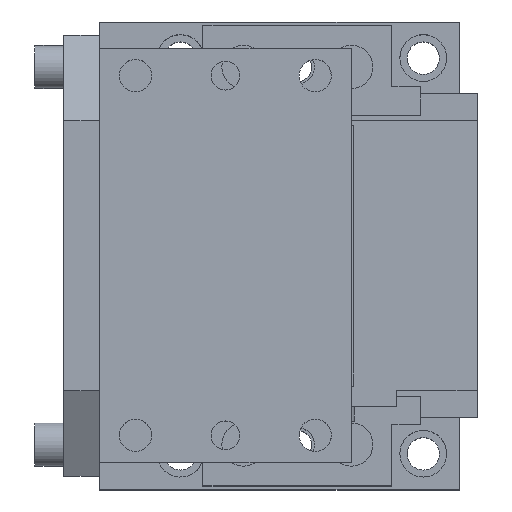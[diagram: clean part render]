
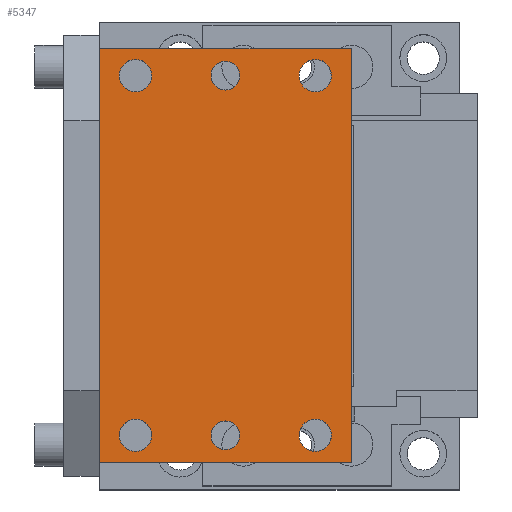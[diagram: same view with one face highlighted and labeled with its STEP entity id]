
A CAD part, top view. The second image highlights one B-rep face of the part: STEP entity #5347.
In plain terms, the highlighted planar face has unit normal (0, 0, 1).
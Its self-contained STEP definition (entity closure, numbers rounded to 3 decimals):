
#4826=CARTESIAN_POINT('Vertex',(0.,-115.,220.)) ;
#4829=CARTESIAN_POINT('Line Origine',(0.,0.,220.)) ;
#4833=CARTESIAN_POINT('Vertex',(0.,115.,220.)) ;
#4948=CARTESIAN_POINT('Vertex',(140.,115.,220.)) ;
#4951=CARTESIAN_POINT('Line Origine',(140.,0.,220.)) ;
#4955=CARTESIAN_POINT('Vertex',(140.,-115.,220.)) ;
#5211=CARTESIAN_POINT('Line Origine',(70.,115.,220.)) ;
#5223=CARTESIAN_POINT('Axis2P3D Location',(0.,115.,220.)) ;
#5228=CARTESIAN_POINT('Line Origine',(70.,-115.,220.)) ;
#5239=CARTESIAN_POINT('Axis2P3D Location',(70.,100.,220.)) ;
#5243=CARTESIAN_POINT('Vertex',(78.,100.,220.)) ;
#5245=CARTESIAN_POINT('Vertex',(62.,100.,220.)) ;
#5248=CARTESIAN_POINT('Axis2P3D Location',(70.,100.,220.)) ;
#5257=CARTESIAN_POINT('Axis2P3D Location',(120.,-100.,220.)) ;
#5261=CARTESIAN_POINT('Vertex',(129.,-100.,220.)) ;
#5263=CARTESIAN_POINT('Vertex',(111.,-100.,220.)) ;
#5266=CARTESIAN_POINT('Axis2P3D Location',(120.,-100.,220.)) ;
#5275=CARTESIAN_POINT('Axis2P3D Location',(20.,100.,220.)) ;
#5279=CARTESIAN_POINT('Vertex',(29.,100.,220.)) ;
#5281=CARTESIAN_POINT('Vertex',(11.,100.,220.)) ;
#5284=CARTESIAN_POINT('Axis2P3D Location',(20.,100.,220.)) ;
#5293=CARTESIAN_POINT('Axis2P3D Location',(70.,-100.,220.)) ;
#5297=CARTESIAN_POINT('Vertex',(78.,-100.,220.)) ;
#5299=CARTESIAN_POINT('Vertex',(62.,-100.,220.)) ;
#5302=CARTESIAN_POINT('Axis2P3D Location',(70.,-100.,220.)) ;
#5311=CARTESIAN_POINT('Axis2P3D Location',(120.,100.,220.)) ;
#5315=CARTESIAN_POINT('Vertex',(129.,100.,220.)) ;
#5317=CARTESIAN_POINT('Vertex',(111.,100.,220.)) ;
#5320=CARTESIAN_POINT('Axis2P3D Location',(120.,100.,220.)) ;
#5329=CARTESIAN_POINT('Axis2P3D Location',(20.,-100.,220.)) ;
#5333=CARTESIAN_POINT('Vertex',(29.,-100.,220.)) ;
#5335=CARTESIAN_POINT('Vertex',(11.,-100.,220.)) ;
#5338=CARTESIAN_POINT('Axis2P3D Location',(20.,-100.,220.)) ;
#4830=DIRECTION('Vector Direction',(0.,-1.,0.)) ;
#4952=DIRECTION('Vector Direction',(0.,-1.,0.)) ;
#5212=DIRECTION('Vector Direction',(1.,0.,0.)) ;
#5224=DIRECTION('Axis2P3D Direction',(-0.,0.,1.)) ;
#5225=DIRECTION('Axis2P3D XDirection',(0.,-1.,0.)) ;
#5229=DIRECTION('Vector Direction',(1.,0.,0.)) ;
#5240=DIRECTION('Axis2P3D Direction',(-0.,0.,1.)) ;
#5249=DIRECTION('Axis2P3D Direction',(-0.,0.,1.)) ;
#5258=DIRECTION('Axis2P3D Direction',(-0.,0.,1.)) ;
#5267=DIRECTION('Axis2P3D Direction',(-0.,0.,1.)) ;
#5276=DIRECTION('Axis2P3D Direction',(-0.,0.,1.)) ;
#5285=DIRECTION('Axis2P3D Direction',(-0.,0.,1.)) ;
#5294=DIRECTION('Axis2P3D Direction',(-0.,0.,1.)) ;
#5303=DIRECTION('Axis2P3D Direction',(-0.,0.,1.)) ;
#5312=DIRECTION('Axis2P3D Direction',(-0.,0.,1.)) ;
#5321=DIRECTION('Axis2P3D Direction',(-0.,0.,1.)) ;
#5330=DIRECTION('Axis2P3D Direction',(-0.,0.,1.)) ;
#5339=DIRECTION('Axis2P3D Direction',(-0.,0.,1.)) ;
#5226=AXIS2_PLACEMENT_3D('Plane Axis2P3D',#5223,#5224,#5225) ;
#5241=AXIS2_PLACEMENT_3D('Circle Axis2P3D',#5239,#5240,$) ;
#5250=AXIS2_PLACEMENT_3D('Circle Axis2P3D',#5248,#5249,$) ;
#5259=AXIS2_PLACEMENT_3D('Circle Axis2P3D',#5257,#5258,$) ;
#5268=AXIS2_PLACEMENT_3D('Circle Axis2P3D',#5266,#5267,$) ;
#5277=AXIS2_PLACEMENT_3D('Circle Axis2P3D',#5275,#5276,$) ;
#5286=AXIS2_PLACEMENT_3D('Circle Axis2P3D',#5284,#5285,$) ;
#5295=AXIS2_PLACEMENT_3D('Circle Axis2P3D',#5293,#5294,$) ;
#5304=AXIS2_PLACEMENT_3D('Circle Axis2P3D',#5302,#5303,$) ;
#5313=AXIS2_PLACEMENT_3D('Circle Axis2P3D',#5311,#5312,$) ;
#5322=AXIS2_PLACEMENT_3D('Circle Axis2P3D',#5320,#5321,$) ;
#5331=AXIS2_PLACEMENT_3D('Circle Axis2P3D',#5329,#5330,$) ;
#5340=AXIS2_PLACEMENT_3D('Circle Axis2P3D',#5338,#5339,$) ;
#5234=ORIENTED_EDGE('',*,*,#5215,.F.) ;
#5235=ORIENTED_EDGE('',*,*,#4835,.T.) ;
#5236=ORIENTED_EDGE('',*,*,#5232,.T.) ;
#5237=ORIENTED_EDGE('',*,*,#4957,.F.) ;
#5254=ORIENTED_EDGE('',*,*,#5247,.F.) ;
#5255=ORIENTED_EDGE('',*,*,#5252,.F.) ;
#5272=ORIENTED_EDGE('',*,*,#5265,.F.) ;
#5273=ORIENTED_EDGE('',*,*,#5270,.F.) ;
#5290=ORIENTED_EDGE('',*,*,#5283,.F.) ;
#5291=ORIENTED_EDGE('',*,*,#5288,.F.) ;
#5308=ORIENTED_EDGE('',*,*,#5301,.F.) ;
#5309=ORIENTED_EDGE('',*,*,#5306,.F.) ;
#5326=ORIENTED_EDGE('',*,*,#5319,.F.) ;
#5327=ORIENTED_EDGE('',*,*,#5324,.F.) ;
#5344=ORIENTED_EDGE('',*,*,#5337,.F.) ;
#5345=ORIENTED_EDGE('',*,*,#5342,.F.) ;
#5256=FACE_BOUND('',#5253,.T.) ;
#5274=FACE_BOUND('',#5271,.T.) ;
#5292=FACE_BOUND('',#5289,.T.) ;
#5310=FACE_BOUND('',#5307,.T.) ;
#5328=FACE_BOUND('',#5325,.T.) ;
#5346=FACE_BOUND('',#5343,.T.) ;
#4831=VECTOR('Line Direction',#4830,1.) ;
#4953=VECTOR('Line Direction',#4952,1.) ;
#5213=VECTOR('Line Direction',#5212,1.) ;
#5230=VECTOR('Line Direction',#5229,1.) ;
#5347=ADVANCED_FACE('CAM DRIVER',(#5238,#5256,#5274,#5292,#5310,#5328,#5346),#5227,.T.) ;
#5242=CIRCLE('generated circle',#5241,8.) ;
#5251=CIRCLE('generated circle',#5250,8.) ;
#5260=CIRCLE('generated circle',#5259,9.) ;
#5269=CIRCLE('generated circle',#5268,9.) ;
#5278=CIRCLE('generated circle',#5277,9.) ;
#5287=CIRCLE('generated circle',#5286,9.) ;
#5296=CIRCLE('generated circle',#5295,8.) ;
#5305=CIRCLE('generated circle',#5304,8.) ;
#5314=CIRCLE('generated circle',#5313,9.) ;
#5323=CIRCLE('generated circle',#5322,9.) ;
#5332=CIRCLE('generated circle',#5331,9.) ;
#5341=CIRCLE('generated circle',#5340,9.) ;
#4835=EDGE_CURVE('',#4834,#4827,#4832,.T.) ;
#4957=EDGE_CURVE('',#4949,#4956,#4954,.T.) ;
#5215=EDGE_CURVE('',#4834,#4949,#5214,.T.) ;
#5232=EDGE_CURVE('',#4827,#4956,#5231,.T.) ;
#5247=EDGE_CURVE('',#5244,#5246,#5242,.T.) ;
#5252=EDGE_CURVE('',#5246,#5244,#5251,.T.) ;
#5265=EDGE_CURVE('',#5262,#5264,#5260,.T.) ;
#5270=EDGE_CURVE('',#5264,#5262,#5269,.T.) ;
#5283=EDGE_CURVE('',#5280,#5282,#5278,.T.) ;
#5288=EDGE_CURVE('',#5282,#5280,#5287,.T.) ;
#5301=EDGE_CURVE('',#5298,#5300,#5296,.T.) ;
#5306=EDGE_CURVE('',#5300,#5298,#5305,.T.) ;
#5319=EDGE_CURVE('',#5316,#5318,#5314,.T.) ;
#5324=EDGE_CURVE('',#5318,#5316,#5323,.T.) ;
#5337=EDGE_CURVE('',#5334,#5336,#5332,.T.) ;
#5342=EDGE_CURVE('',#5336,#5334,#5341,.T.) ;
#5233=EDGE_LOOP('',(#5234,#5235,#5236,#5237)) ;
#5253=EDGE_LOOP('',(#5254,#5255)) ;
#5271=EDGE_LOOP('',(#5272,#5273)) ;
#5289=EDGE_LOOP('',(#5290,#5291)) ;
#5307=EDGE_LOOP('',(#5308,#5309)) ;
#5325=EDGE_LOOP('',(#5326,#5327)) ;
#5343=EDGE_LOOP('',(#5344,#5345)) ;
#5238=FACE_OUTER_BOUND('',#5233,.T.) ;
#4832=LINE('Line',#4829,#4831) ;
#4954=LINE('Line',#4951,#4953) ;
#5214=LINE('Line',#5211,#5213) ;
#5231=LINE('Line',#5228,#5230) ;
#5227=PLANE('Plane',#5226) ;
#4827=VERTEX_POINT('',#4826) ;
#4834=VERTEX_POINT('',#4833) ;
#4949=VERTEX_POINT('',#4948) ;
#4956=VERTEX_POINT('',#4955) ;
#5244=VERTEX_POINT('',#5243) ;
#5246=VERTEX_POINT('',#5245) ;
#5262=VERTEX_POINT('',#5261) ;
#5264=VERTEX_POINT('',#5263) ;
#5280=VERTEX_POINT('',#5279) ;
#5282=VERTEX_POINT('',#5281) ;
#5298=VERTEX_POINT('',#5297) ;
#5300=VERTEX_POINT('',#5299) ;
#5316=VERTEX_POINT('',#5315) ;
#5318=VERTEX_POINT('',#5317) ;
#5334=VERTEX_POINT('',#5333) ;
#5336=VERTEX_POINT('',#5335) ;
